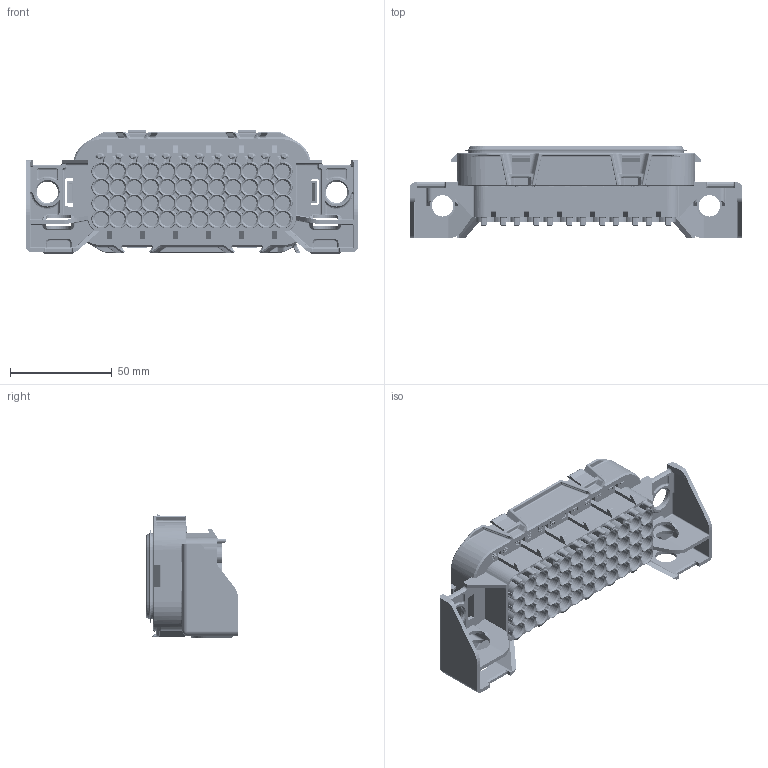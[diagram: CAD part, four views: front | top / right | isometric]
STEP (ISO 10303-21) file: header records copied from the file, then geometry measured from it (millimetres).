
FILE_DESCRIPTION((''),'2;1');
FILE_NAME('PDM-R4A01_NCF_ASM','2024-06-07T15:56:19',('20077268'),(''),'CREO PARAMETRIC BY PTC INC, 2017110','CREO PARAMETRIC BY PTC INC, 2017110','');
FILE_SCHEMA(('CONFIG_CONTROL_DESIGN'));
Products named in the file (4): C26-1012-2A_NCF_FOR_SALES_STP; C14-1013_INSTALLED_NCF; PDM-RS_INSTALLED_NCF_ASM; PDM-R4A01_NCF_ASM
Assembly tree (3 placements, depth 3):
  PDM-R4A01_NCF_ASM
    C26-1012-2A_NCF_FOR_SALES_STP
    PDM-RS_INSTALLED_NCF_ASM
      C14-1013_INSTALLED_NCF
Bounding box: 163 x 45.5 x 60.76 mm (x, y, z)
Volume: 122485.3 mm3; surface area: 104163.8 mm2
Topology: 2 solids, 50 shells, 6615 faces, 16440 edges, 10069 vertices
Faces by surface type: plane 2921, cylinder 1812, torus 742, cone 716, sphere 254, bspline 170
Entity records: 203434 total; most frequent: CARTESIAN_POINT 44902, DIRECTION 33933, ORIENTED_EDGE 32856, EDGE_CURVE 16428, AXIS2_PLACEMENT_3D 12034, VERTEX_POINT 10069, VECTOR 9865, LINE 9865
